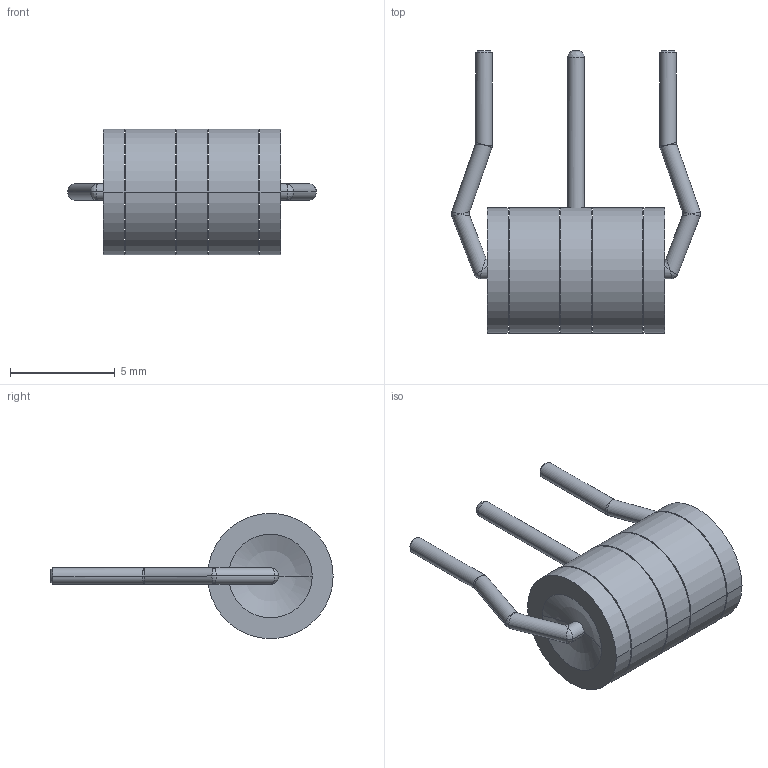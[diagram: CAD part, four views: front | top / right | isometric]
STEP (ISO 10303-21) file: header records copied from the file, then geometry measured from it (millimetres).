
FILE_DESCRIPTION((''),'2;1');
FILE_NAME('2056-XX-B2','2012-08-07T',('ryans'),('Bourns, Inc.'),'PRO/ENGINEER BY PARAMETRIC TECHNOLOGY CORPORATION, 2010100','PRO/ENGINEER BY PARAMETRIC TECHNOLOGY CORPORATION, 2010100','');
FILE_SCHEMA(('CONFIG_CONTROL_DESIGN'));
Length unit declared in the file: millimetre
Products named in the file (1): 2056-XX-B2
Bounding box: 11.91 x 13.5 x 6 mm (x, y, z)
Volume: 244.4 mm3; surface area: 513.2 mm2
Topology: 1 solids, 1 shells, 83 faces, 165 edges, 94 vertices
Faces by surface type: cylinder 36, bspline 26, plane 13, cone 4, sphere 4
Entity records: 3813 total; most frequent: CARTESIAN_POINT 2212, ORIENTED_EDGE 330, DIRECTION 303, EDGE_CURVE 165, AXIS2_PLACEMENT_3D 131, VERTEX_POINT 94, EDGE_LOOP 93, FACE_OUTER_BOUND 83
